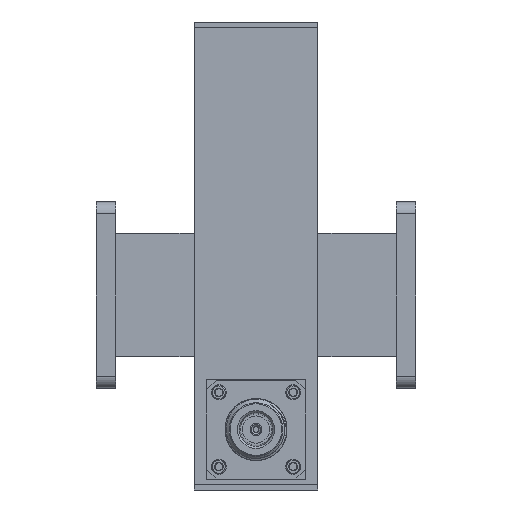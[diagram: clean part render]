
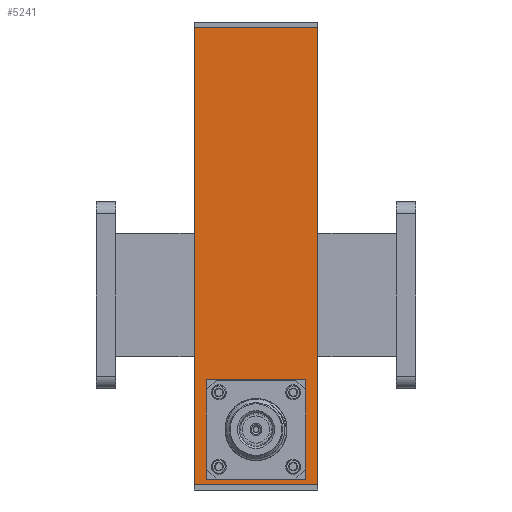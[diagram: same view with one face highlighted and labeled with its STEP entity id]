
A CAD part, front view. The second image highlights one B-rep face of the part: STEP entity #5241.
In plain terms, the highlighted planar face has unit normal (0, -1, 0).
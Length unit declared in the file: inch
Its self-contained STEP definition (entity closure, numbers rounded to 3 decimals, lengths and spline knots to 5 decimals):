
#69 = DIRECTION ( 'NONE',  ( 0., 1., 0. ) ) ;
#324 = CARTESIAN_POINT ( 'NONE',  ( 0.625, -0.90323, 2.69685 ) ) ;
#342 = EDGE_CURVE ( 'NONE', #2603, #4419, #1588, .T. ) ;
#382 = VECTOR ( 'NONE', #6584, 39.37008 ) ;
#701 = CARTESIAN_POINT ( 'NONE',  ( -0.5005, -0.90323, -1.85877 ) ) ;
#729 = ORIENTED_EDGE ( 'NONE', *, *, #6397, .F. ) ;
#843 = VERTEX_POINT ( 'NONE', #4414 ) ;
#859 = DIRECTION ( 'NONE',  ( -1., 0., 0. ) ) ;
#862 = DIRECTION ( 'NONE',  ( -1., 0., 0. ) ) ;
#868 = CARTESIAN_POINT ( 'NONE',  ( -0.5005, -0.90323, -0.85777 ) ) ;
#941 = CARTESIAN_POINT ( 'NONE',  ( -0.625, -0.90323, 2.75591 ) ) ;
#968 = VERTEX_POINT ( 'NONE', #324 ) ;
#1195 = ORIENTED_EDGE ( 'NONE', *, *, #5328, .F. ) ;
#1272 = DIRECTION ( 'NONE',  ( 0., 0., 1. ) ) ;
#1416 = CARTESIAN_POINT ( 'NONE',  ( 0.625, -0.90323, 2.75591 ) ) ;
#1430 = VERTEX_POINT ( 'NONE', #3188 ) ;
#1588 = LINE ( 'NONE', #5801, #6821 ) ;
#1604 = EDGE_LOOP ( 'NONE', ( #1804, #729, #4200, #2629 ) ) ;
#1804 = ORIENTED_EDGE ( 'NONE', *, *, #5079, .F. ) ;
#1806 = VERTEX_POINT ( 'NONE', #5974 ) ;
#1909 = LINE ( 'NONE', #1416, #2419 ) ;
#1950 = LINE ( 'NONE', #6375, #4560 ) ;
#2134 = LINE ( 'NONE', #941, #4491 ) ;
#2336 = CARTESIAN_POINT ( 'NONE',  ( -0.625, -0.90323, -1.90945 ) ) ;
#2419 = VECTOR ( 'NONE', #5268, 39.37008 ) ;
#2603 = VERTEX_POINT ( 'NONE', #868 ) ;
#2627 = EDGE_CURVE ( 'NONE', #843, #6835, #2134, .T. ) ;
#2629 = ORIENTED_EDGE ( 'NONE', *, *, #2932, .F. ) ;
#2704 = CARTESIAN_POINT ( 'NONE',  ( 0.5005, -0.90323, -1.85877 ) ) ;
#2772 = CARTESIAN_POINT ( 'NONE',  ( -0.625, -0.90323, 2.75591 ) ) ;
#2932 = EDGE_CURVE ( 'NONE', #1806, #2603, #6654, .T. ) ;
#3188 = CARTESIAN_POINT ( 'NONE',  ( 0.5005, -0.90323, -1.85877 ) ) ;
#3255 = VECTOR ( 'NONE', #859, 39.37008 ) ;
#3409 = ORIENTED_EDGE ( 'NONE', *, *, #2627, .T. ) ;
#3438 = VECTOR ( 'NONE', #1272, 39.37008 ) ;
#3708 = VERTEX_POINT ( 'NONE', #4828 ) ;
#3856 = ORIENTED_EDGE ( 'NONE', *, *, #5997, .T. ) ;
#3875 = FACE_OUTER_BOUND ( 'NONE', #4223, .T. ) ;
#3892 = CARTESIAN_POINT ( 'NONE',  ( -0.5005, -0.90323, -1.85877 ) ) ;
#3911 = DIRECTION ( 'NONE',  ( 1., 0., 0. ) ) ;
#4012 = FACE_BOUND ( 'NONE', #1604, .T. ) ;
#4193 = VECTOR ( 'NONE', #5072, 39.37008 ) ;
#4200 = ORIENTED_EDGE ( 'NONE', *, *, #342, .F. ) ;
#4223 = EDGE_LOOP ( 'NONE', ( #1195, #3856, #3409, #5375 ) ) ;
#4226 = DIRECTION ( 'NONE',  ( 0., 0., -1. ) ) ;
#4307 = LINE ( 'NONE', #2704, #3438 ) ;
#4414 = CARTESIAN_POINT ( 'NONE',  ( -0.625, -0.90323, 2.69685 ) ) ;
#4419 = VERTEX_POINT ( 'NONE', #3892 ) ;
#4491 = VECTOR ( 'NONE', #6921, 39.37008 ) ;
#4560 = VECTOR ( 'NONE', #862, 39.37008 ) ;
#4618 = CARTESIAN_POINT ( 'NONE',  ( -0.5005, -0.90323, -0.85777 ) ) ;
#4828 = CARTESIAN_POINT ( 'NONE',  ( 0.625, -0.90323, -1.90945 ) ) ;
#5062 = CARTESIAN_POINT ( 'NONE',  ( -0.625, -0.90323, -1.90945 ) ) ;
#5072 = DIRECTION ( 'NONE',  ( 1., 0., 0. ) ) ;
#5079 = EDGE_CURVE ( 'NONE', #1430, #1806, #4307, .T. ) ;
#5096 = EDGE_CURVE ( 'NONE', #3708, #6835, #6653, .T. ) ;
#5241 = ADVANCED_FACE ( 'NONE', ( #4012, #3875 ), #6185, .F. ) ;
#5268 = DIRECTION ( 'NONE',  ( 0., 0., -1. ) ) ;
#5328 = EDGE_CURVE ( 'NONE', #968, #3708, #1909, .T. ) ;
#5375 = ORIENTED_EDGE ( 'NONE', *, *, #5096, .F. ) ;
#5548 = LINE ( 'NONE', #701, #4193 ) ;
#5801 = CARTESIAN_POINT ( 'NONE',  ( -0.5005, -0.90323, -1.85877 ) ) ;
#5974 = CARTESIAN_POINT ( 'NONE',  ( 0.5005, -0.90323, -0.85777 ) ) ;
#5997 = EDGE_CURVE ( 'NONE', #968, #843, #1950, .T. ) ;
#6185 = PLANE ( 'NONE',  #6519 ) ;
#6375 = CARTESIAN_POINT ( 'NONE',  ( -0.625, -0.90323, 2.69685 ) ) ;
#6397 = EDGE_CURVE ( 'NONE', #4419, #1430, #5548, .T. ) ;
#6519 = AXIS2_PLACEMENT_3D ( 'NONE', #2772, #69, #3911 ) ;
#6584 = DIRECTION ( 'NONE',  ( -1., 0., 0. ) ) ;
#6653 = LINE ( 'NONE', #2336, #382 ) ;
#6654 = LINE ( 'NONE', #4618, #3255 ) ;
#6821 = VECTOR ( 'NONE', #4226, 39.37008 ) ;
#6835 = VERTEX_POINT ( 'NONE', #5062 ) ;
#6921 = DIRECTION ( 'NONE',  ( 0., 0., -1. ) ) ;
